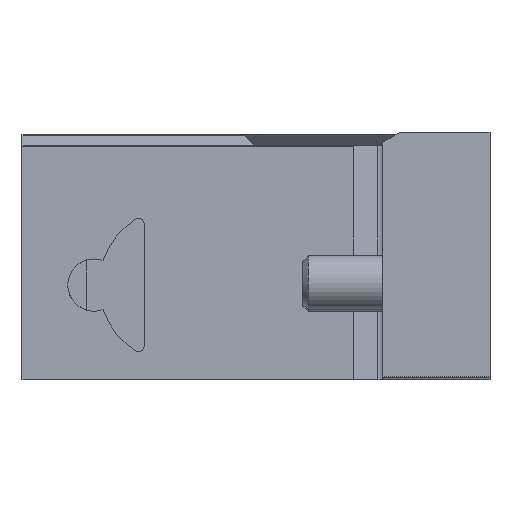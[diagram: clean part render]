
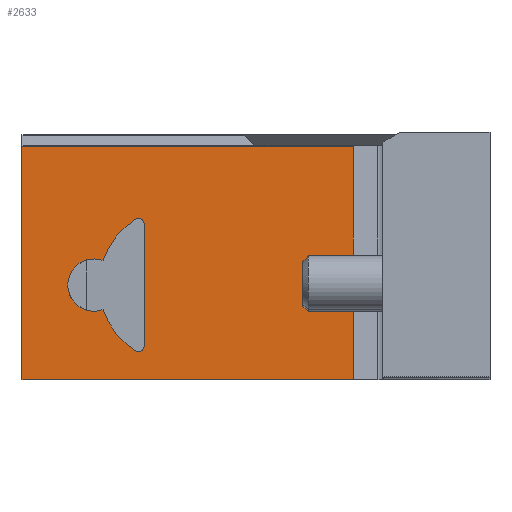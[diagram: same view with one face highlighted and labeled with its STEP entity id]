
A CAD part, top view. The second image highlights one B-rep face of the part: STEP entity #2633.
In plain terms, the highlighted planar face has unit normal (0, 0, 1).
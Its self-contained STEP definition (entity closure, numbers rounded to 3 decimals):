
#76=PLANE('',#2863);
#167=LINE('',#3828,#445);
#187=LINE('',#3894,#465);
#242=LINE('',#4027,#520);
#284=LINE('',#4183,#562);
#289=LINE('',#4200,#567);
#445=VECTOR('',#3056,1000.);
#465=VECTOR('',#3098,1000.);
#520=VECTOR('',#3183,1000.);
#562=VECTOR('',#3305,1000.);
#567=VECTOR('',#3324,1000.);
#944=ORIENTED_EDGE('',*,*,#1658,.F.);
#945=ORIENTED_EDGE('',*,*,#1473,.F.);
#946=ORIENTED_EDGE('',*,*,#1486,.F.);
#947=ORIENTED_EDGE('',*,*,#1483,.F.);
#948=ORIENTED_EDGE('',*,*,#1480,.F.);
#949=ORIENTED_EDGE('',*,*,#1477,.F.);
#950=ORIENTED_EDGE('',*,*,#1659,.T.);
#951=ORIENTED_EDGE('',*,*,#1650,.T.);
#952=ORIENTED_EDGE('',*,*,#1578,.T.);
#953=ORIENTED_EDGE('',*,*,#1511,.F.);
#1473=EDGE_CURVE('',#1850,#1851,#2108,.T.);
#1477=EDGE_CURVE('',#1854,#1855,#2110,.T.);
#1480=EDGE_CURVE('',#1855,#1857,#2112,.T.);
#1483=EDGE_CURVE('',#1857,#1859,#167,.T.);
#1486=EDGE_CURVE('',#1859,#1850,#2114,.T.);
#1511=EDGE_CURVE('',#1881,#1874,#187,.T.);
#1578=EDGE_CURVE('',#1945,#1874,#242,.T.);
#1650=EDGE_CURVE('',#1999,#1945,#284,.T.);
#1658=EDGE_CURVE('',#1851,#1854,#2152,.T.);
#1659=EDGE_CURVE('',#1881,#1999,#289,.T.);
#1850=VERTEX_POINT('',#3806);
#1851=VERTEX_POINT('',#3808);
#1854=VERTEX_POINT('',#3815);
#1855=VERTEX_POINT('',#3817);
#1857=VERTEX_POINT('',#3823);
#1859=VERTEX_POINT('',#3829);
#1874=VERTEX_POINT('',#3878);
#1881=VERTEX_POINT('',#3893);
#1945=VERTEX_POINT('',#4028);
#1999=VERTEX_POINT('',#4184);
#2108=CIRCLE('',#2784,4.3);
#2110=CIRCLE('',#2787,4.3);
#2112=CIRCLE('',#2790,0.3);
#2114=CIRCLE('',#2794,0.3);
#2152=CIRCLE('',#2864,1.45);
#2232=EDGE_LOOP('',(#944,#945,#946,#947,#948,#949));
#2233=EDGE_LOOP('',(#950,#951,#952,#953));
#2416=FACE_BOUND('',#2232,.T.);
#2417=FACE_BOUND('',#2233,.T.);
#2633=ADVANCED_FACE('',(#2416,#2417),#76,.T.);
#2784=AXIS2_PLACEMENT_3D('',#3807,#3035,#3036);
#2787=AXIS2_PLACEMENT_3D('',#3816,#3043,#3044);
#2790=AXIS2_PLACEMENT_3D('',#3822,#3050,#3051);
#2794=AXIS2_PLACEMENT_3D('',#3833,#3062,#3063);
#2863=AXIS2_PLACEMENT_3D('',#4198,#3320,#3321);
#2864=AXIS2_PLACEMENT_3D('',#4199,#3322,#3323);
#3035=DIRECTION('',(0.,0.,1.));
#3036=DIRECTION('',(1.,0.,0.));
#3043=DIRECTION('',(0.,0.,1.));
#3044=DIRECTION('',(1.,0.,0.));
#3050=DIRECTION('',(0.,0.,1.));
#3051=DIRECTION('',(1.,0.,0.));
#3056=DIRECTION('',(0.,1.,0.));
#3062=DIRECTION('',(0.,0.,1.));
#3063=DIRECTION('',(1.,0.,0.));
#3098=DIRECTION('',(-1.,0.,0.));
#3183=DIRECTION('',(0.,-1.,0.));
#3305=DIRECTION('',(-1.,0.,0.));
#3320=DIRECTION('',(0.,0.,1.));
#3321=DIRECTION('',(1.,0.,0.));
#3322=DIRECTION('',(0.,0.,1.));
#3323=DIRECTION('',(1.,0.,0.));
#3324=DIRECTION('',(0.,1.,0.));
#3806=CARTESIAN_POINT('',(-19.678,8.91,10.));
#3807=CARTESIAN_POINT('',(-17.42,5.25,10.));
#3808=CARTESIAN_POINT('',(-21.499,6.611,10.));
#3815=CARTESIAN_POINT('',(-21.499,3.889,10.));
#3816=CARTESIAN_POINT('',(-17.42,5.25,10.));
#3817=CARTESIAN_POINT('',(-19.678,1.59,10.));
#3822=CARTESIAN_POINT('',(-19.52,1.846,10.));
#3823=CARTESIAN_POINT('',(-19.22,1.846,10.));
#3828=CARTESIAN_POINT('',(-19.22,1.846,10.));
#3829=CARTESIAN_POINT('',(-19.22,8.654,10.));
#3833=CARTESIAN_POINT('',(-19.52,8.654,10.));
#3878=CARTESIAN_POINT('',(-26.,0.,10.));
#3893=CARTESIAN_POINT('',(-7.603,0.,10.));
#3894=CARTESIAN_POINT('',(-6.,0.,10.));
#4027=CARTESIAN_POINT('',(-26.,13.6,10.));
#4028=CARTESIAN_POINT('',(-26.,12.943,10.));
#4183=CARTESIAN_POINT('',(-6.,12.943,10.));
#4184=CARTESIAN_POINT('',(-7.603,12.943,10.));
#4198=CARTESIAN_POINT('',(-6.,13.6,10.));
#4199=CARTESIAN_POINT('',(-22.,5.25,10.));
#4200=CARTESIAN_POINT('',(-7.603,0.,10.));
